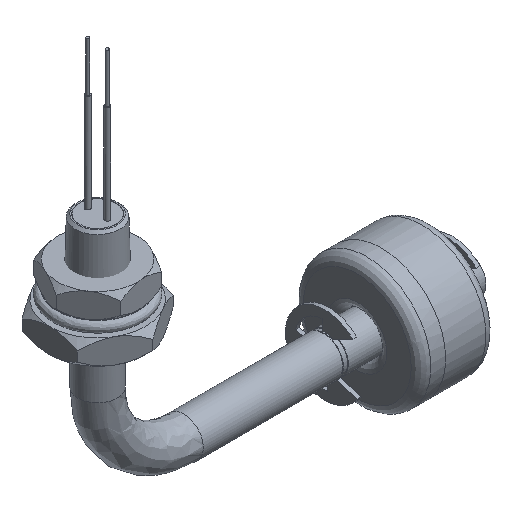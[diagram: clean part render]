
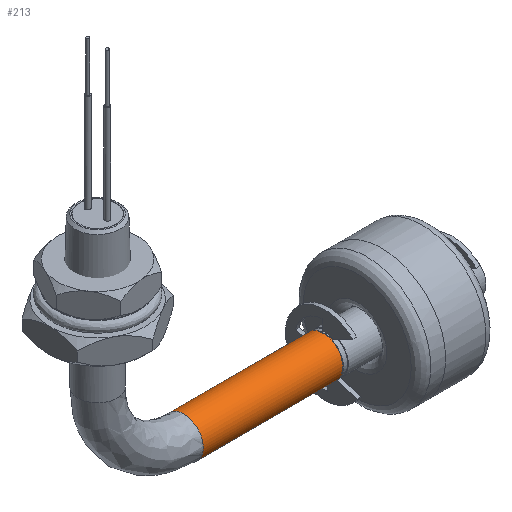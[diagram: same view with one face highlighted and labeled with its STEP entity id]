
A CAD part, isometric view. The second image highlights one B-rep face of the part: STEP entity #213.
In plain terms, the highlighted free-form (B-spline) face has degree [2, 1] with [9, 2] control points.
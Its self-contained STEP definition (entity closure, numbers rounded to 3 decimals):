
#96 = EDGE_CURVE('',#97,#97,#99,.T.);
#97 = VERTEX_POINT('',#98);
#98 = CARTESIAN_POINT('',(47.038,0.,
    -53.173));
#99 = ( BOUNDED_CURVE() B_SPLINE_CURVE(2,(#100,#101,#102,#103,#104,#105,
#106),.UNSPECIFIED.,.T.,.F.) B_SPLINE_CURVE_WITH_KNOTS((3,2,2,3),(
    3.142,5.236,7.33,9.425),
.PIECEWISE_BEZIER_KNOTS.) CURVE() GEOMETRIC_REPRESENTATION_ITEM() 
RATIONAL_B_SPLINE_CURVE((1.,0.5,1.,0.5,1.,0.5,1.)) REPRESENTATION_ITEM(
  '') );
#100 = CARTESIAN_POINT('',(47.038,0.,
    -53.173));
#101 = CARTESIAN_POINT('',(47.038,-7.085,
    -53.173));
#102 = CARTESIAN_POINT('',(47.038,-3.542,
    -47.038));
#103 = CARTESIAN_POINT('',(47.038,0.,
    -40.902));
#104 = CARTESIAN_POINT('',(47.038,3.542,
    -47.038));
#105 = CARTESIAN_POINT('',(47.038,7.085,
    -53.173));
#106 = CARTESIAN_POINT('',(47.038,0.,
    -53.173));
#213 = ADVANCED_FACE('',(#214),#243,.T.);
#214 = FACE_BOUND('',#215,.T.);
#215 = EDGE_LOOP('',(#216,#217,#224,#234,#242));
#216 = ORIENTED_EDGE('',*,*,#96,.T.);
#217 = ORIENTED_EDGE('',*,*,#218,.T.);
#218 = EDGE_CURVE('',#97,#219,#221,.T.);
#219 = VERTEX_POINT('',#220);
#220 = CARTESIAN_POINT('',(17.895,0.,
    -53.173));
#221 = B_SPLINE_CURVE_WITH_KNOTS('',1,(#222,#223),.UNSPECIFIED.,.F.,.F.,
  (2,2),(-28.5,0.),.PIECEWISE_BEZIER_KNOTS.);
#222 = CARTESIAN_POINT('',(47.038,0.,
    -53.173));
#223 = CARTESIAN_POINT('',(17.895,0.,
    -53.173));
#224 = ORIENTED_EDGE('',*,*,#225,.T.);
#225 = EDGE_CURVE('',#219,#226,#228,.T.);
#226 = VERTEX_POINT('',#227);
#227 = CARTESIAN_POINT('',(17.895,0.,
    -44.993));
#228 = ( BOUNDED_CURVE() B_SPLINE_CURVE(2,(#229,#230,#231,#232,#233),
.UNSPECIFIED.,.F.,.F.) B_SPLINE_CURVE_WITH_KNOTS((3,2,3),(3.142,
4.712,6.283),.PIECEWISE_BEZIER_KNOTS.) CURVE() 
GEOMETRIC_REPRESENTATION_ITEM() RATIONAL_B_SPLINE_CURVE((1.,
0.707,1.,0.707,1.)) REPRESENTATION_ITEM('') );
#229 = CARTESIAN_POINT('',(17.895,0.,
    -53.173));
#230 = CARTESIAN_POINT('',(17.895,4.09,
    -53.173));
#231 = CARTESIAN_POINT('',(17.895,4.09,
    -49.083));
#232 = CARTESIAN_POINT('',(17.895,4.09,
    -44.993));
#233 = CARTESIAN_POINT('',(17.895,0.,
    -44.993));
#234 = ORIENTED_EDGE('',*,*,#235,.T.);
#235 = EDGE_CURVE('',#226,#219,#236,.T.);
#236 = ( BOUNDED_CURVE() B_SPLINE_CURVE(2,(#237,#238,#239,#240,#241),
.UNSPECIFIED.,.F.,.F.) B_SPLINE_CURVE_WITH_KNOTS((3,2,3),(0.,
1.571,3.142),.PIECEWISE_BEZIER_KNOTS.) CURVE() 
GEOMETRIC_REPRESENTATION_ITEM() RATIONAL_B_SPLINE_CURVE((1.,
0.707,1.,0.707,1.)) REPRESENTATION_ITEM('') );
#237 = CARTESIAN_POINT('',(17.895,0.,
    -44.993));
#238 = CARTESIAN_POINT('',(17.895,-4.09,
    -44.993));
#239 = CARTESIAN_POINT('',(17.895,-4.09,
    -49.083));
#240 = CARTESIAN_POINT('',(17.895,-4.09,
    -53.173));
#241 = CARTESIAN_POINT('',(17.895,0.,
    -53.173));
#242 = ORIENTED_EDGE('',*,*,#218,.F.);
#243 = ( BOUNDED_SURFACE() B_SPLINE_SURFACE(2,1,(
    (#244,#245)
    ,(#246,#247)
    ,(#248,#249)
    ,(#250,#251)
    ,(#252,#253)
    ,(#254,#255)
    ,(#256,#257)
    ,(#258,#259)
,(#260,#261
    )),.UNSPECIFIED.,.T.,.F.,.F.) B_SPLINE_SURFACE_WITH_KNOTS((3,2,2,2,3
    ),(2,2),(-3.142,-2.094,0.,2.094,
    3.142),(0.,28.5),.UNSPECIFIED.) 
GEOMETRIC_REPRESENTATION_ITEM() RATIONAL_B_SPLINE_SURFACE((
    (0.75,0.75)
    ,(0.75,0.75)
    ,(1.,1.)
    ,(0.5,0.5)
    ,(1.,1.)
    ,(0.5,0.5)
    ,(1.,1.)
    ,(0.75,0.75)
,(0.75,0.75))) REPRESENTATION_ITEM('') SURFACE() );
#244 = CARTESIAN_POINT('',(17.895,0.,
    -53.173));
#245 = CARTESIAN_POINT('',(47.038,0.,
    -53.173));
#246 = CARTESIAN_POINT('',(17.895,2.362,
    -53.173));
#247 = CARTESIAN_POINT('',(47.038,2.362,
    -53.173));
#248 = CARTESIAN_POINT('',(17.895,3.542,
    -51.128));
#249 = CARTESIAN_POINT('',(47.038,3.542,
    -51.128));
#250 = CARTESIAN_POINT('',(17.895,7.085,
    -44.993));
#251 = CARTESIAN_POINT('',(47.038,7.085,
    -44.993));
#252 = CARTESIAN_POINT('',(17.895,0.,
    -44.993));
#253 = CARTESIAN_POINT('',(47.038,0.,
    -44.993));
#254 = CARTESIAN_POINT('',(17.895,-7.085,
    -44.993));
#255 = CARTESIAN_POINT('',(47.038,-7.085,
    -44.993));
#256 = CARTESIAN_POINT('',(17.895,-3.542,
    -51.128));
#257 = CARTESIAN_POINT('',(47.038,-3.542,
    -51.128));
#258 = CARTESIAN_POINT('',(17.895,-2.362,
    -53.173));
#259 = CARTESIAN_POINT('',(47.038,-2.362,
    -53.173));
#260 = CARTESIAN_POINT('',(17.895,0.,
    -53.173));
#261 = CARTESIAN_POINT('',(47.038,0.,
    -53.173));
